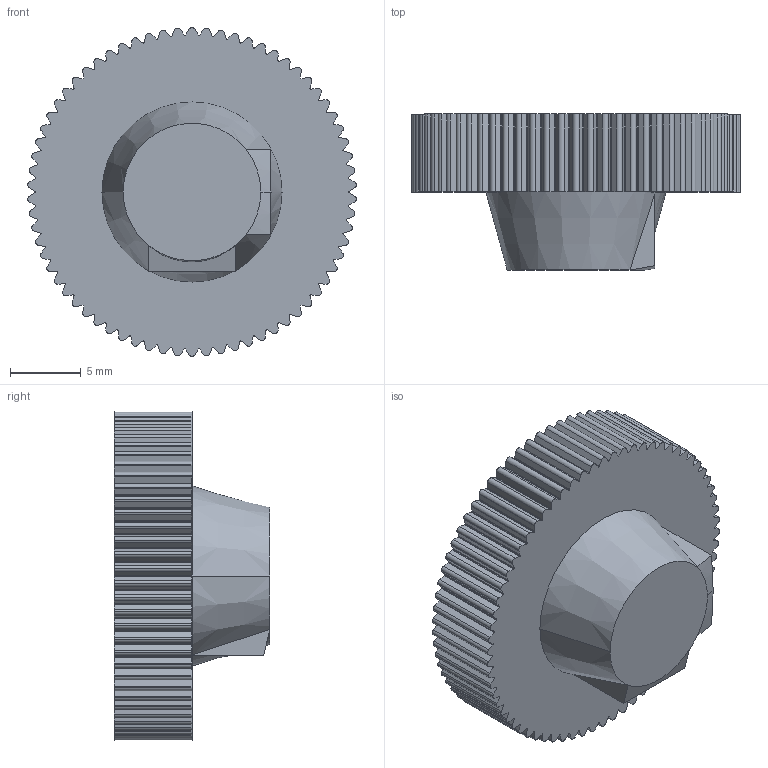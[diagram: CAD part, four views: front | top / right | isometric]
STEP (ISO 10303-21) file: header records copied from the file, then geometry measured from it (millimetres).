
FILE_DESCRIPTION (( 'STEP AP214' ), '1' );
FILE_NAME ('鍔錓-罻錒摫僗闉.STEP', '2023-12-12T17:04:02', ( '' ), ( '' ), 'SwSTEP 2.0', 'SolidWorks 2022', '' );
FILE_SCHEMA (( 'AUTOMOTIVE_DESIGN' ));
Length unit declared in the file: millimetre
Products named in the file (1): Болт-калибратор
Bounding box: 23.17 x 11 x 23.19 mm (x, y, z)
Volume: 2801.9 mm3; surface area: 1588.9 mm2
Topology: 1 solids, 1 shells, 485 faces, 1441 edges, 960 vertices
Faces by surface type: cylinder 329, plane 152, cone 2, bspline 2
Entity records: 16672 total; most frequent: DIRECTION 3061, CARTESIAN_POINT 2993, ORIENTED_EDGE 2882, EDGE_CURVE 1441, AXIS2_PLACEMENT_3D 1148, VERTEX_POINT 960, LINE 765, VECTOR 765
